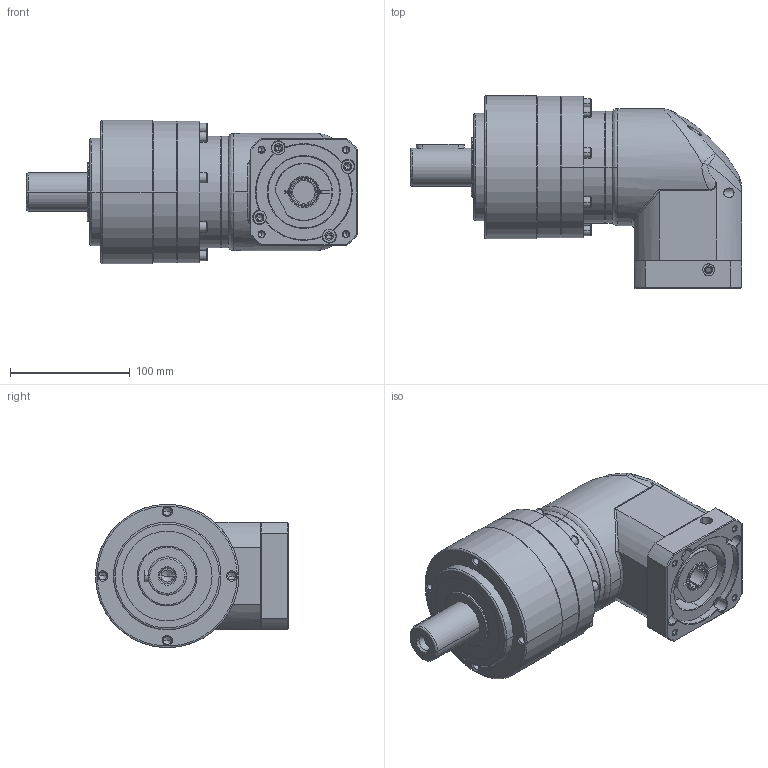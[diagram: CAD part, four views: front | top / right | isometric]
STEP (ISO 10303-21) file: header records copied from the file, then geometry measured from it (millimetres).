
FILE_DESCRIPTION (( 'STEP AP214' ), '1' );
FILE_NAME ('PEL120-L2-19-80-100M6.STEP', '2024-01-06T06:45:55', ( 'admin' ), ( '' ), 'SwSTEP 2.0', 'SolidWorks 2013', '' );
FILE_SCHEMA (( 'AUTOMOTIVE_DESIGN' ));
Length unit declared in the file: millimetre
Products named in the file (6): PE090_X2_6CD55170_X0_-80-100M6; PE120; PB115_X2_4E007EA79F7F570863A5_X0_090; SBL090_X2_8F9351658F7495017D2773AF_X0_-19; SDL090-19; PEL120-L2-19-80-100M6
Assembly tree (5 placements, depth 2):
  PEL120-L2-19-80-100M6
    SDL090-19
    SBL090_X2_8F9351658F7495017D2773AF_X0_-19
    PB115_X2_4E007EA79F7F570863A5_X0_090
    PE120
    PE090_X2_6CD55170_X0_-80-100M6
Bounding box: 277.1 x 161.5 x 120 mm (x, y, z)
Volume: 2173997 mm3; surface area: 222084.6 mm2
Topology: 5 solids, 8 shells, 578 faces, 1420 edges, 860 vertices
Faces by surface type: cylinder 226, plane 174, cone 129, bspline 47, torus 2
Entity records: 26796 total; most frequent: CARTESIAN_POINT 6935, DIRECTION 2821, ORIENTED_EDGE 2708, EDGE_CURVE 1354, AXIS2_PLACEMENT_3D 1098, VERTEX_POINT 860, EDGE_LOOP 678, LINE 625
